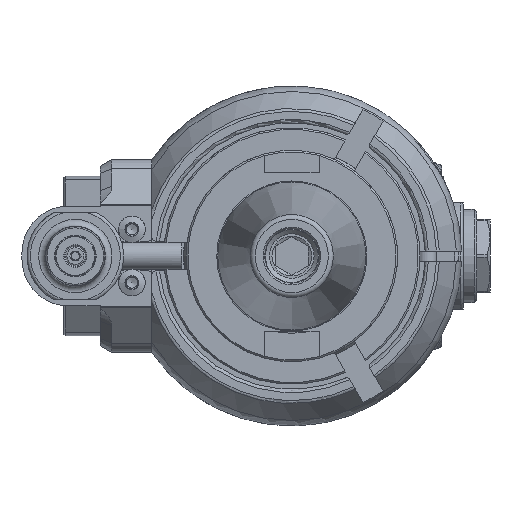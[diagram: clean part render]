
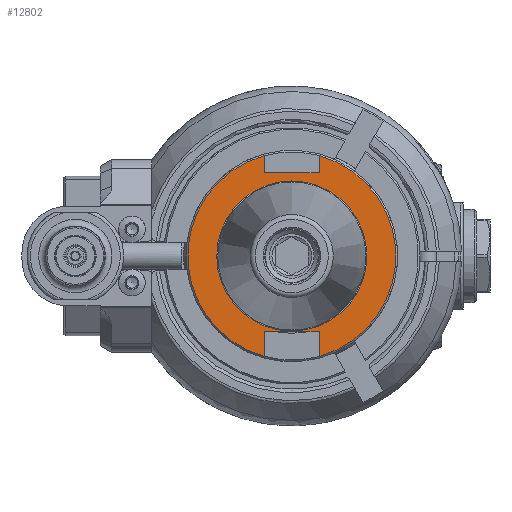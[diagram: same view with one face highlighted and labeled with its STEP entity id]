
A CAD part, left-side view. The second image highlights one B-rep face of the part: STEP entity #12802.
In plain terms, the highlighted face is planar.
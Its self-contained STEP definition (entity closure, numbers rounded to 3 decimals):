
#602=FACE_BOUND('',#3066,.T.);
#1466=CIRCLE('',#14367,31.25);
#1467=CIRCLE('',#14369,31.25);
#1468=CIRCLE('',#14370,22.525);
#2235=FACE_OUTER_BOUND('',#3065,.T.);
#3065=EDGE_LOOP('',(#10203,#10204,#10205,#10206,#10207,#10208,#10209,#10210));
#3066=EDGE_LOOP('',(#10211));
#3959=LINE('',#21987,#4804);
#3964=LINE('',#22019,#4809);
#3971=LINE('',#22083,#4816);
#3974=LINE('',#22118,#4819);
#3975=LINE('',#22122,#4820);
#3976=LINE('',#22123,#4821);
#4804=VECTOR('',#17079,16.383);
#4809=VECTOR('',#17086,7.551);
#4816=VECTOR('',#17105,5.138);
#4819=VECTOR('',#17126,7.551);
#4820=VECTOR('',#17129,5.138);
#4821=VECTOR('',#17130,16.383);
#5833=VERTEX_POINT('',#21984);
#5834=VERTEX_POINT('',#21986);
#5840=VERTEX_POINT('',#22018);
#5850=VERTEX_POINT('',#22071);
#5851=VERTEX_POINT('',#22082);
#5854=VERTEX_POINT('',#22117);
#5855=VERTEX_POINT('',#22119);
#5856=VERTEX_POINT('',#22121);
#5857=VERTEX_POINT('',#22124);
#7381=EDGE_CURVE('',#5833,#5834,#3959,.T.);
#7388=EDGE_CURVE('',#5834,#5840,#3964,.T.);
#7402=EDGE_CURVE('',#5850,#5851,#3971,.T.);
#7410=EDGE_CURVE('',#5850,#5840,#1466,.T.);
#7411=EDGE_CURVE('',#5854,#5833,#3974,.T.);
#7412=EDGE_CURVE('',#5854,#5855,#1467,.T.);
#7413=EDGE_CURVE('',#5856,#5855,#3975,.T.);
#7414=EDGE_CURVE('',#5851,#5856,#3976,.T.);
#7415=EDGE_CURVE('',#5857,#5857,#1468,.T.);
#10203=ORIENTED_EDGE('',*,*,#7410,.T.);
#10204=ORIENTED_EDGE('',*,*,#7388,.F.);
#10205=ORIENTED_EDGE('',*,*,#7381,.F.);
#10206=ORIENTED_EDGE('',*,*,#7411,.F.);
#10207=ORIENTED_EDGE('',*,*,#7412,.T.);
#10208=ORIENTED_EDGE('',*,*,#7413,.F.);
#10209=ORIENTED_EDGE('',*,*,#7414,.F.);
#10210=ORIENTED_EDGE('',*,*,#7402,.F.);
#10211=ORIENTED_EDGE('',*,*,#7415,.T.);
#12268=PLANE('',#14368);
#12802=ADVANCED_FACE('',(#2235,#602),#12268,.T.);
#14367=AXIS2_PLACEMENT_3D('',#22115,#17122,#17123);
#14368=AXIS2_PLACEMENT_3D('',#22116,#17124,#17125);
#14369=AXIS2_PLACEMENT_3D('',#22120,#17127,#17128);
#14370=AXIS2_PLACEMENT_3D('',#22125,#17131,#17132);
#17079=DIRECTION('',(0.,0.,1.));
#17086=DIRECTION('',(0.,-1.,0.));
#17105=DIRECTION('',(0.,-1.,0.));
#17122=DIRECTION('center_axis',(1.,0.,0.));
#17123=DIRECTION('ref_axis',(0.,0.965,0.262));
#17124=DIRECTION('center_axis',(1.,0.,0.));
#17125=DIRECTION('ref_axis',(0.,-1.,0.));
#17126=DIRECTION('',(0.,1.,0.));
#17127=DIRECTION('center_axis',(1.,0.,0.));
#17128=DIRECTION('ref_axis',(0.,-0.965,-0.262));
#17129=DIRECTION('',(0.,1.,0.));
#17130=DIRECTION('',(0.,0.,-1.));
#17131=DIRECTION('center_axis',(-1.,0.,0.));
#17132=DIRECTION('ref_axis',(0.,1.,0.));
#21984=CARTESIAN_POINT('',(38.825,-22.606,-8.192));
#21986=CARTESIAN_POINT('',(38.825,-22.606,8.192));
#21987=CARTESIAN_POINT('',(38.825,-22.606,-8.192));
#22018=CARTESIAN_POINT('',(38.825,-30.157,8.192));
#22019=CARTESIAN_POINT('',(38.825,-22.606,8.192));
#22071=CARTESIAN_POINT('',(38.825,30.157,8.192));
#22082=CARTESIAN_POINT('',(38.825,25.019,8.192));
#22083=CARTESIAN_POINT('',(38.825,30.157,8.192));
#22115=CARTESIAN_POINT('Origin',(38.825,0.,0.));
#22116=CARTESIAN_POINT('Origin',(38.825,-22.468,0.));
#22117=CARTESIAN_POINT('',(38.825,-30.157,-8.192));
#22118=CARTESIAN_POINT('',(38.825,-30.157,-8.192));
#22119=CARTESIAN_POINT('',(38.825,30.157,-8.192));
#22120=CARTESIAN_POINT('Origin',(38.825,0.,0.));
#22121=CARTESIAN_POINT('',(38.825,25.019,-8.192));
#22122=CARTESIAN_POINT('',(38.825,25.019,-8.192));
#22123=CARTESIAN_POINT('',(38.825,25.019,8.192));
#22124=CARTESIAN_POINT('',(38.825,-22.525,0.));
#22125=CARTESIAN_POINT('Origin',(38.825,0.,0.));
